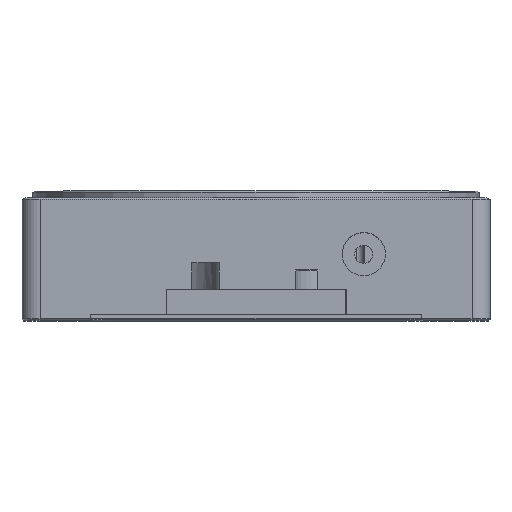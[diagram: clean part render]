
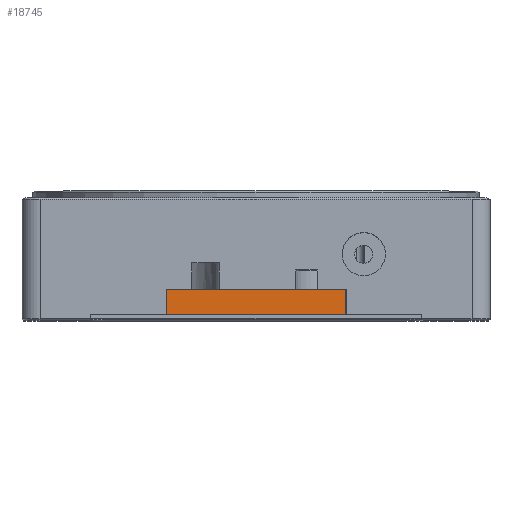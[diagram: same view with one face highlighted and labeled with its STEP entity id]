
A CAD part, top view. The second image highlights one B-rep face of the part: STEP entity #18745.
In plain terms, the highlighted planar face has unit normal (0, 0, 1).
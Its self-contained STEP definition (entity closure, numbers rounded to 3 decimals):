
#2320 = EDGE_CURVE ( 'NONE', #48494, #18496, #25625, .T. ) ;
#2401 = EDGE_CURVE ( 'NONE', #18496, #50356, #25294, .T. ) ;
#9211 = CARTESIAN_POINT ( 'NONE',  ( 12.49, 0.8, 32.5 ) ) ;
#11038 = ORIENTED_EDGE ( 'NONE', *, *, #2320, .T. ) ;
#12416 = LINE ( 'NONE', #28173, #23665 ) ;
#12433 = VECTOR ( 'NONE', #25984, 1000. ) ;
#16134 = DIRECTION ( 'NONE',  ( -1., 0., 0. ) ) ;
#18365 = DIRECTION ( 'NONE',  ( 0., 1., 0. ) ) ;
#18496 = VERTEX_POINT ( 'NONE', #46859 ) ;
#18745 = ADVANCED_FACE ( 'NONE', ( #43708 ), #48879, .F. ) ;
#21762 = ORIENTED_EDGE ( 'NONE', *, *, #29612, .F. ) ;
#23665 = VECTOR ( 'NONE', #18365, 1000. ) ;
#24909 = CARTESIAN_POINT ( 'NONE',  ( -12.49, 0.8, 32.5 ) ) ;
#25294 = LINE ( 'NONE', #46513, #54829 ) ;
#25625 = LINE ( 'NONE', #9211, #12433 ) ;
#25984 = DIRECTION ( 'NONE',  ( 0., 1., 0. ) ) ;
#28173 = CARTESIAN_POINT ( 'NONE',  ( -12.49, 0.8, 32.5 ) ) ;
#29612 = EDGE_CURVE ( 'NONE', #61772, #50356, #12416, .T. ) ;
#30828 = DIRECTION ( 'NONE',  ( -1., 0., 0. ) ) ;
#32778 = AXIS2_PLACEMENT_3D ( 'NONE', #48200, #42308, #16134 ) ;
#36489 = EDGE_CURVE ( 'NONE', #48494, #61772, #51401, .T. ) ;
#42308 = DIRECTION ( 'NONE',  ( 0., 0., -1. ) ) ;
#43708 = FACE_OUTER_BOUND ( 'NONE', #58605, .T. ) ;
#45020 = VECTOR ( 'NONE', #30828, 1000. ) ;
#46513 = CARTESIAN_POINT ( 'NONE',  ( -12.49, 4.3, 32.5 ) ) ;
#46574 = ORIENTED_EDGE ( 'NONE', *, *, #36489, .F. ) ;
#46859 = CARTESIAN_POINT ( 'NONE',  ( 12.49, 4.3, 32.5 ) ) ;
#48170 = CARTESIAN_POINT ( 'NONE',  ( -12.49, 0.8, 32.5 ) ) ;
#48200 = CARTESIAN_POINT ( 'NONE',  ( -12.49, 0.8, 32.5 ) ) ;
#48461 = CARTESIAN_POINT ( 'NONE',  ( 12.49, 0.8, 32.5 ) ) ;
#48494 = VERTEX_POINT ( 'NONE', #48461 ) ;
#48879 = PLANE ( 'NONE',  #32778 ) ;
#50356 = VERTEX_POINT ( 'NONE', #66888 ) ;
#51401 = LINE ( 'NONE', #24909, #45020 ) ;
#54829 = VECTOR ( 'NONE', #67871, 1000. ) ;
#58558 = ORIENTED_EDGE ( 'NONE', *, *, #2401, .T. ) ;
#58605 = EDGE_LOOP ( 'NONE', ( #58558, #21762, #46574, #11038 ) ) ;
#61772 = VERTEX_POINT ( 'NONE', #48170 ) ;
#66888 = CARTESIAN_POINT ( 'NONE',  ( -12.49, 4.3, 32.5 ) ) ;
#67871 = DIRECTION ( 'NONE',  ( -1., 0., 0. ) ) ;
